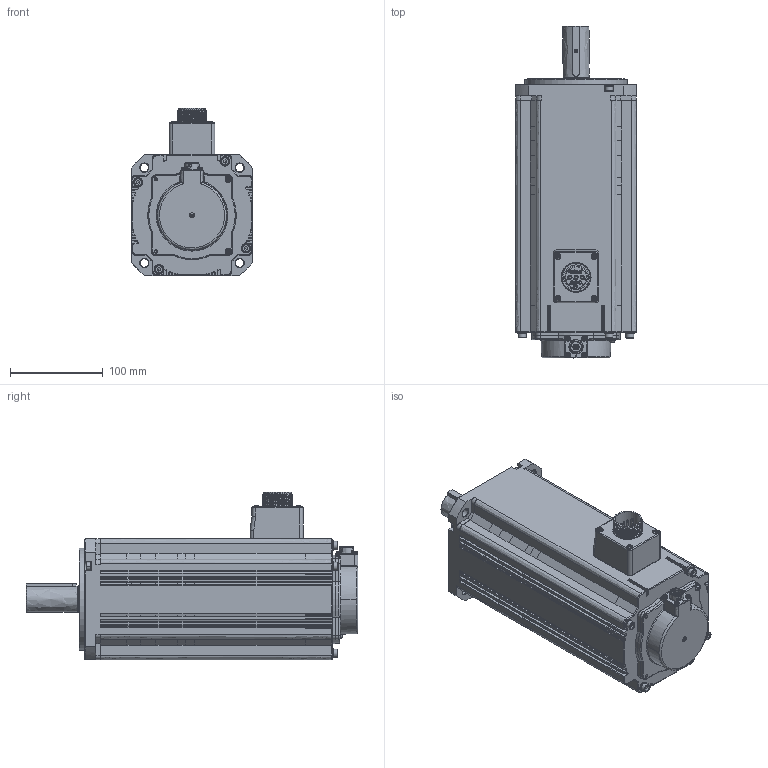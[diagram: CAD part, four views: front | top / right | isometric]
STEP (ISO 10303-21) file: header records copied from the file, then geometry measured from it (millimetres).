
FILE_DESCRIPTION( ('This file contains a STEP AP42 implementation' ,'as created by ZW3D STEP Interface translator.') ,'2;1' );
FILE_NAME( 'X6MA500R-B2LA.stp' ,'22 331.1058 4', (''), ('ZWCAD Software Co.'), 'Version 1.0', 'ZW3D to STEP translator', '' );
FILE_SCHEMA(('AUTOMOTIVE_DESIGN'));
Length unit declared in the file: millimetre
Products named in the file (2): 0; 錨璃003
Bounding box: 130 x 357 x 180.1 mm (x, y, z)
Volume: 4289427.1 mm3; surface area: 231515.4 mm2
Topology: 1 solids, 1 shells, 2519 faces, 6644 edges, 4212 vertices
Faces by surface type: bspline 2519
Entity records: 123063 total; most frequent: CARTESIAN_POINT 82936, ORIENTED_EDGE 13188, EDGE_CURVE 6594, B_SPLINE_CURVE_WITH_KNOTS 4823, VERTEX_POINT 4207, EDGE_LOOP 2657, FACE_OUTER_BOUND 2519, ADVANCED_FACE 2519
